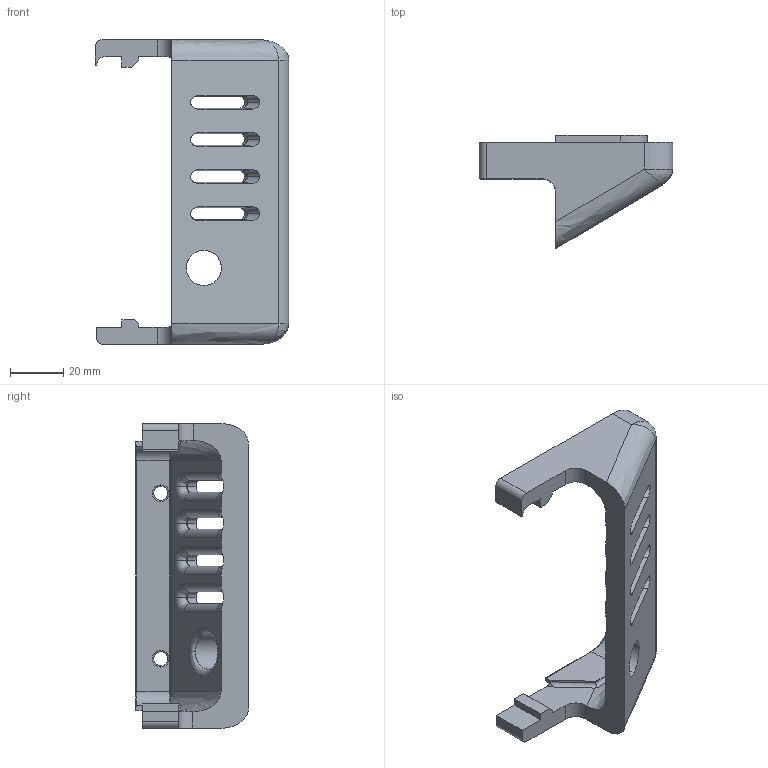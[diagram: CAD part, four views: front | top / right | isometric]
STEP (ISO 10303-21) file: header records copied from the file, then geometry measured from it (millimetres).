
FILE_DESCRIPTION (( 'STEP AP214' ), '1' );
FILE_NAME ('ElectronicsCaseBaseTFT28.STEP', '2022-01-12T18:07:31', ( '' ), ( '' ), 'SwSTEP 2.0', 'SolidWorks 2021', '' );
FILE_SCHEMA (( 'AUTOMOTIVE_DESIGN' ));
Length unit declared in the file: inch
Products named in the file (1): ElectronicsCaseBaseTFT28
Bounding box: 72.73 x 42.46 x 114.55 mm (x, y, z)
Volume: 68824 mm3; surface area: 23039.5 mm2
Topology: 1 solids, 1 shells, 156 faces, 418 edges, 258 vertices
Faces by surface type: bspline 84, plane 45, cylinder 19, torus 8
Entity records: 6839 total; most frequent: CARTESIAN_POINT 3732, ORIENTED_EDGE 832, DIRECTION 421, EDGE_CURVE 416, VERTEX_POINT 258, VECTOR 179, LINE 179, EDGE_LOOP 166
